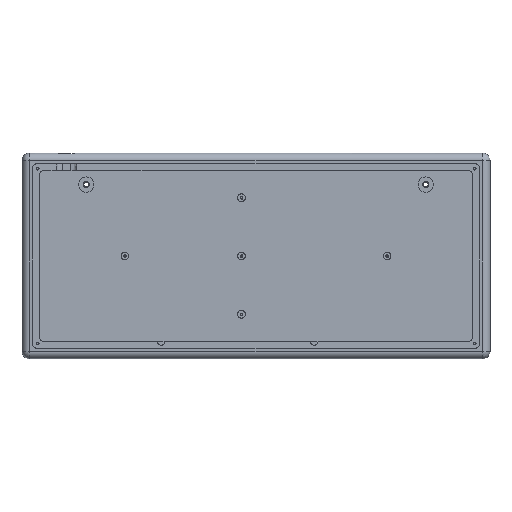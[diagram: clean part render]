
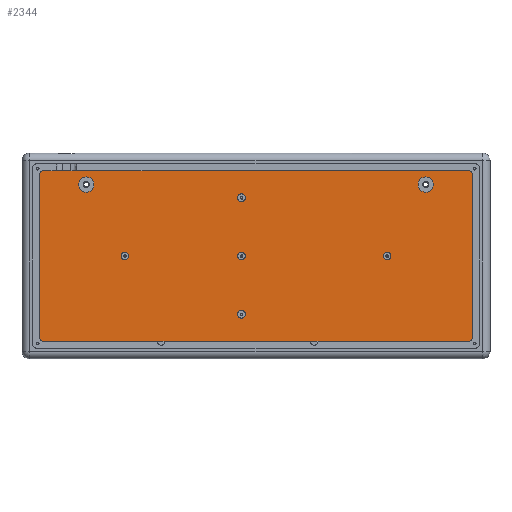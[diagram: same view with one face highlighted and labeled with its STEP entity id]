
A CAD part, top view. The second image highlights one B-rep face of the part: STEP entity #2344.
In plain terms, the highlighted planar face has unit normal (0, 0, 1).
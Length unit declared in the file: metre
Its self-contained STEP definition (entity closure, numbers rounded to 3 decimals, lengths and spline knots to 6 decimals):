
#81=LINE('',#12031,#163);
#82=LINE('',#12036,#164);
#83=LINE('',#12040,#165);
#84=LINE('',#12044,#166);
#163=VECTOR('',#2971,1.);
#164=VECTOR('',#2974,1.);
#165=VECTOR('',#2977,1.);
#166=VECTOR('',#2980,1.);
#399=PLANE('',#2559);
#677=ORIENTED_EDGE('',*,*,#1123,.F.);
#678=ORIENTED_EDGE('',*,*,#1138,.F.);
#679=ORIENTED_EDGE('',*,*,#1153,.F.);
#680=ORIENTED_EDGE('',*,*,#1168,.F.);
#681=ORIENTED_EDGE('',*,*,#1183,.F.);
#682=ORIENTED_EDGE('',*,*,#1300,.T.);
#683=ORIENTED_EDGE('',*,*,#1301,.F.);
#684=ORIENTED_EDGE('',*,*,#1302,.F.);
#685=ORIENTED_EDGE('',*,*,#1303,.T.);
#686=ORIENTED_EDGE('',*,*,#1304,.T.);
#687=ORIENTED_EDGE('',*,*,#1305,.T.);
#688=ORIENTED_EDGE('',*,*,#1306,.T.);
#689=ORIENTED_EDGE('',*,*,#1307,.T.);
#690=ORIENTED_EDGE('',*,*,#1308,.F.);
#691=ORIENTED_EDGE('',*,*,#1309,.T.);
#1123=EDGE_CURVE('',#1474,#1474,#1725,.T.);
#1138=EDGE_CURVE('',#1485,#1485,#1732,.T.);
#1153=EDGE_CURVE('',#1496,#1496,#1739,.T.);
#1168=EDGE_CURVE('',#1507,#1507,#1746,.T.);
#1183=EDGE_CURVE('',#1518,#1518,#1753,.T.);
#1300=EDGE_CURVE('',#1622,#1622,#1791,.F.);
#1301=EDGE_CURVE('',#1623,#1623,#1792,.T.);
#1302=EDGE_CURVE('',#1624,#1625,#81,.T.);
#1303=EDGE_CURVE('',#1624,#1626,#1793,.T.);
#1304=EDGE_CURVE('',#1626,#1627,#82,.T.);
#1305=EDGE_CURVE('',#1627,#1628,#1794,.T.);
#1306=EDGE_CURVE('',#1628,#1629,#83,.T.);
#1307=EDGE_CURVE('',#1629,#1630,#1795,.T.);
#1308=EDGE_CURVE('',#1631,#1630,#84,.T.);
#1309=EDGE_CURVE('',#1631,#1625,#1796,.T.);
#1474=VERTEX_POINT('',#3257);
#1485=VERTEX_POINT('',#4955);
#1496=VERTEX_POINT('',#6653);
#1507=VERTEX_POINT('',#8351);
#1518=VERTEX_POINT('',#10049);
#1622=VERTEX_POINT('',#12028);
#1623=VERTEX_POINT('',#12030);
#1624=VERTEX_POINT('',#12032);
#1625=VERTEX_POINT('',#12033);
#1626=VERTEX_POINT('',#12035);
#1627=VERTEX_POINT('',#12037);
#1628=VERTEX_POINT('',#12039);
#1629=VERTEX_POINT('',#12041);
#1630=VERTEX_POINT('',#12043);
#1631=VERTEX_POINT('',#12045);
#1725=CIRCLE('',#2450,0.0025);
#1732=CIRCLE('',#2463,0.0025);
#1739=CIRCLE('',#2476,0.0025);
#1746=CIRCLE('',#2489,0.0025);
#1753=CIRCLE('',#2502,0.0025);
#1791=CIRCLE('',#2560,0.005);
#1792=CIRCLE('',#2561,0.005);
#1793=CIRCLE('',#2562,0.0025);
#1794=CIRCLE('',#2563,0.0025);
#1795=CIRCLE('',#2564,0.0025);
#1796=CIRCLE('',#2565,0.0025);
#1925=EDGE_LOOP('',(#677));
#1926=EDGE_LOOP('',(#678));
#1927=EDGE_LOOP('',(#679));
#1928=EDGE_LOOP('',(#680));
#1929=EDGE_LOOP('',(#681));
#1930=EDGE_LOOP('',(#682));
#1931=EDGE_LOOP('',(#683));
#1932=EDGE_LOOP('',(#684,#685,#686,#687,#688,#689,#690,#691));
#2119=FACE_BOUND('',#1925,.T.);
#2120=FACE_BOUND('',#1926,.T.);
#2121=FACE_BOUND('',#1927,.T.);
#2122=FACE_BOUND('',#1928,.T.);
#2123=FACE_BOUND('',#1929,.T.);
#2124=FACE_BOUND('',#1930,.T.);
#2125=FACE_BOUND('',#1931,.T.);
#2126=FACE_BOUND('',#1932,.T.);
#2344=ADVANCED_FACE('',(#2119,#2120,#2121,#2122,#2123,#2124,#2125,#2126),
#399,.T.);
#2450=AXIS2_PLACEMENT_3D('',#3256,#2694,#2695);
#2463=AXIS2_PLACEMENT_3D('',#4954,#2720,#2721);
#2476=AXIS2_PLACEMENT_3D('',#6652,#2746,#2747);
#2489=AXIS2_PLACEMENT_3D('',#8350,#2772,#2773);
#2502=AXIS2_PLACEMENT_3D('',#10048,#2798,#2799);
#2559=AXIS2_PLACEMENT_3D('',#12026,#2965,#2966);
#2560=AXIS2_PLACEMENT_3D('',#12027,#2967,#2968);
#2561=AXIS2_PLACEMENT_3D('',#12029,#2969,#2970);
#2562=AXIS2_PLACEMENT_3D('',#12034,#2972,#2973);
#2563=AXIS2_PLACEMENT_3D('',#12038,#2975,#2976);
#2564=AXIS2_PLACEMENT_3D('',#12042,#2978,#2979);
#2565=AXIS2_PLACEMENT_3D('',#12046,#2981,#2982);
#2694=DIRECTION('',(0.,0.,1.));
#2695=DIRECTION('',(1.,0.,0.));
#2720=DIRECTION('',(0.,0.,1.));
#2721=DIRECTION('',(1.,0.,0.));
#2746=DIRECTION('',(0.,0.,1.));
#2747=DIRECTION('',(1.,0.,0.));
#2772=DIRECTION('',(0.,0.,1.));
#2773=DIRECTION('',(1.,0.,0.));
#2798=DIRECTION('',(0.,0.,1.));
#2799=DIRECTION('',(1.,0.,0.));
#2965=DIRECTION('',(0.,0.,1.));
#2966=DIRECTION('',(1.,0.,0.));
#2967=DIRECTION('',(0.,0.,1.));
#2968=DIRECTION('',(1.,0.,0.));
#2969=DIRECTION('',(0.,0.,1.));
#2970=DIRECTION('',(1.,0.,0.));
#2971=DIRECTION('',(1.,0.,0.));
#2972=DIRECTION('',(0.,0.,1.));
#2973=DIRECTION('',(1.,0.,0.));
#2974=DIRECTION('',(0.,-1.,0.));
#2975=DIRECTION('',(0.,0.,1.));
#2976=DIRECTION('',(1.,0.,0.));
#2977=DIRECTION('',(1.,0.,0.));
#2978=DIRECTION('',(0.,0.,1.));
#2979=DIRECTION('',(1.,0.,0.));
#2980=DIRECTION('',(0.,-1.,0.));
#2981=DIRECTION('',(0.,0.,1.));
#2982=DIRECTION('',(1.,0.,0.));
#3256=CARTESIAN_POINT('',(-0.085724,0.,0.002));
#3257=CARTESIAN_POINT('',(-0.083224,0.,0.002));
#4954=CARTESIAN_POINT('',(-0.009524,0.,0.002));
#4955=CARTESIAN_POINT('',(-0.007024,0.,0.002));
#6652=CARTESIAN_POINT('',(-0.009524,-0.0381,0.002));
#6653=CARTESIAN_POINT('',(-0.007024,-0.0381,0.002));
#8350=CARTESIAN_POINT('',(-0.009524,0.0381,0.002));
#8351=CARTESIAN_POINT('',(-0.007024,0.0381,0.002));
#10048=CARTESIAN_POINT('',(0.085726,0.,0.002));
#10049=CARTESIAN_POINT('',(0.088226,0.,0.002));
#12026=CARTESIAN_POINT('',(0.,0.,0.002));
#12027=CARTESIAN_POINT('',(0.111,0.046725,0.002));
#12028=CARTESIAN_POINT('',(0.116,0.046725,0.002));
#12029=CARTESIAN_POINT('',(-0.111,0.046725,0.002));
#12030=CARTESIAN_POINT('',(-0.106,0.046725,0.002));
#12031=CARTESIAN_POINT('',(0.,0.0558,0.002));
#12032=CARTESIAN_POINT('',(-0.139,0.0558,0.002));
#12033=CARTESIAN_POINT('',(0.139,0.0558,0.002));
#12034=CARTESIAN_POINT('',(-0.139,0.0533,0.002));
#12035=CARTESIAN_POINT('',(-0.1415,0.0533,0.002));
#12036=CARTESIAN_POINT('',(-0.1415,0.,0.002));
#12037=CARTESIAN_POINT('',(-0.1415,-0.0533,0.002));
#12038=CARTESIAN_POINT('',(-0.139,-0.0533,0.002));
#12039=CARTESIAN_POINT('',(-0.139,-0.0558,0.002));
#12040=CARTESIAN_POINT('',(0.,-0.0558,0.002));
#12041=CARTESIAN_POINT('',(0.139,-0.0558,0.002));
#12042=CARTESIAN_POINT('',(0.139,-0.0533,0.002));
#12043=CARTESIAN_POINT('',(0.1415,-0.0533,0.002));
#12044=CARTESIAN_POINT('',(0.1415,0.,0.002));
#12045=CARTESIAN_POINT('',(0.1415,0.0533,0.002));
#12046=CARTESIAN_POINT('',(0.139,0.0533,0.002));
